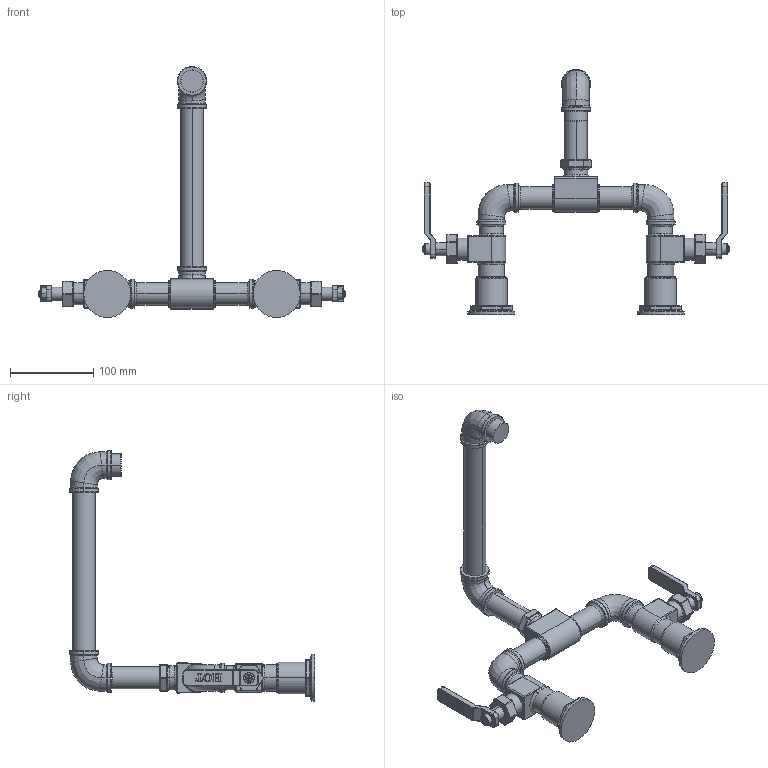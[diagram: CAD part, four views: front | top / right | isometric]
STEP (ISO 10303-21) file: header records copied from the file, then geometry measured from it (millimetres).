
FILE_DESCRIPTION((''),'2;1');
FILE_NAME('3220-5403','2021-02-26T14:31:34',('rsmith'),(''),'CREO PARAMETRIC BY PTC INC, 2018400','CREO PARAMETRIC BY PTC INC, 2018400','');
FILE_SCHEMA(('AUTOMOTIVE_DESIGN { 1 0 10303 214 1 1 1 1 }'));
Length unit declared in the file: inch
Products named in the file (1): 3220-5403
Bounding box: 369 x 294.26 x 301.18 mm (x, y, z)
Volume: 783798.6 mm3; surface area: 124365.5 mm2
Topology: 2 solids, 4 shells, 1034 faces, 2414 edges, 1432 vertices
Faces by surface type: cylinder 289, plane 227, torus 177, extrusion 154, bspline 139, sphere 40, cone 8
Entity records: 59317 total; most frequent: CARTESIAN_POINT 17334, ORIENTED_EDGE 4828, DIRECTION 4518, PRESENTATION_STYLE_ASSIGNMENT 3604, STYLED_ITEM 2570, CURVE_STYLE 2568, EDGE_CURVE 2414, FILL_AREA_STYLE_COLOUR 1857
